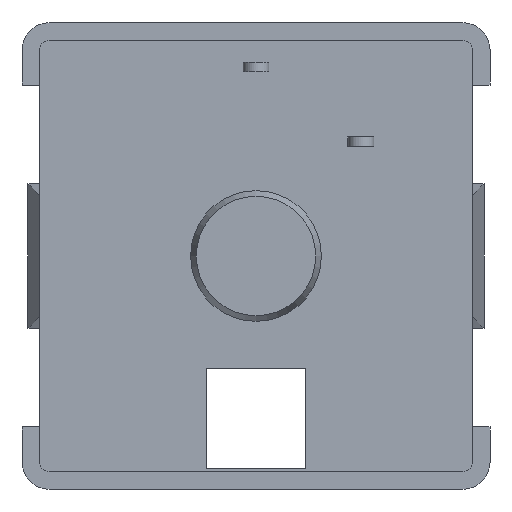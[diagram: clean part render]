
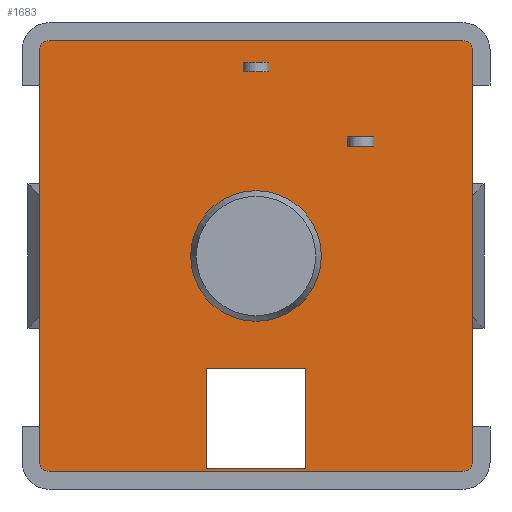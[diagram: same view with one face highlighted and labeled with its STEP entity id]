
A CAD part, front view. The second image highlights one B-rep face of the part: STEP entity #1683.
In plain terms, the highlighted planar face has unit normal (0, -1, 0).
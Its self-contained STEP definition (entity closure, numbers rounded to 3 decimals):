
#1422=CARTESIAN_POINT('',(0.,0.,0.));
#1423=DIRECTION('',(0.,1.,0.));
#1424=DIRECTION('',(0.,0.,1.));
#1425=AXIS2_PLACEMENT_3D('',#1422,#1423,#1424);
#1426=PLANE('',#1425);
#1427=CARTESIAN_POINT('',(0.415,0.,5.925));
#1428=VERTEX_POINT('',#1427);
#1429=CARTESIAN_POINT('',(0.415,0.,6.225));
#1430=VERTEX_POINT('',#1429);
#1431=CARTESIAN_POINT('',(0.415,0.,5.925));
#1432=DIRECTION('',(0.,0.,1.));
#1433=VECTOR('',#1432,0.3);
#1434=LINE('',#1431,#1433);
#1435=EDGE_CURVE('',#1428,#1430,#1434,.T.);
#1436=ORIENTED_EDGE('',*,*,#1435,.F.);
#1437=CARTESIAN_POINT('',(-0.415,0.,5.925));
#1438=VERTEX_POINT('',#1437);
#1439=CARTESIAN_POINT('',(-0.415,0.,5.925));
#1440=DIRECTION('',(1.,0.,-0.));
#1441=VECTOR('',#1440,0.83);
#1442=LINE('',#1439,#1441);
#1443=EDGE_CURVE('',#1438,#1428,#1442,.T.);
#1444=ORIENTED_EDGE('',*,*,#1443,.F.);
#1445=CARTESIAN_POINT('',(-0.415,0.,6.225));
#1446=VERTEX_POINT('',#1445);
#1447=CARTESIAN_POINT('',(-0.415,0.,6.225));
#1448=DIRECTION('',(0.,0.,-1.));
#1449=VECTOR('',#1448,0.3);
#1450=LINE('',#1447,#1449);
#1451=EDGE_CURVE('',#1446,#1438,#1450,.T.);
#1452=ORIENTED_EDGE('',*,*,#1451,.F.);
#1453=CARTESIAN_POINT('',(0.415,0.,6.225));
#1454=DIRECTION('',(-1.,0.,0.));
#1455=VECTOR('',#1454,0.83);
#1456=LINE('',#1453,#1455);
#1457=EDGE_CURVE('',#1430,#1446,#1456,.T.);
#1458=ORIENTED_EDGE('',*,*,#1457,.F.);
#1459=EDGE_LOOP('',(#1436,#1444,#1452,#1458));
#1460=FACE_BOUND('',#1459,.T.);
#1461=CARTESIAN_POINT('',(0.,0.,2.1));
#1462=VERTEX_POINT('',#1461);
#1463=CARTESIAN_POINT('',(-0.,0.,-2.1));
#1464=VERTEX_POINT('',#1463);
#1465=CARTESIAN_POINT('',(0.,0.,0.));
#1466=DIRECTION('',(0.,-1.,0.));
#1467=DIRECTION('',(0.,0.,-1.));
#1468=AXIS2_PLACEMENT_3D('',#1465,#1466,#1467);
#1469=CIRCLE('',#1468,2.1);
#1470=EDGE_CURVE('',#1462,#1464,#1469,.T.);
#1471=ORIENTED_EDGE('',*,*,#1470,.F.);
#1472=CARTESIAN_POINT('',(0.,0.,0.));
#1473=DIRECTION('',(0.,-1.,0.));
#1474=DIRECTION('',(0.,0.,-1.));
#1475=AXIS2_PLACEMENT_3D('',#1472,#1473,#1474);
#1476=CIRCLE('',#1475,2.1);
#1477=EDGE_CURVE('',#1464,#1462,#1476,.T.);
#1478=ORIENTED_EDGE('',*,*,#1477,.F.);
#1479=EDGE_LOOP('',(#1471,#1478));
#1480=FACE_BOUND('',#1479,.T.);
#1481=CARTESIAN_POINT('',(-6.95,0.,-6.625));
#1482=VERTEX_POINT('',#1481);
#1483=CARTESIAN_POINT('',(-6.95,0.,-1.95));
#1484=VERTEX_POINT('',#1483);
#1485=CARTESIAN_POINT('',(-6.95,0.,-6.625));
#1486=DIRECTION('',(0.,0.,1.));
#1487=VECTOR('',#1486,4.675);
#1488=LINE('',#1485,#1487);
#1489=EDGE_CURVE('',#1482,#1484,#1488,.T.);
#1490=ORIENTED_EDGE('',*,*,#1489,.F.);
#1491=CARTESIAN_POINT('',(-6.65,0.,-6.925));
#1492=VERTEX_POINT('',#1491);
#1493=CARTESIAN_POINT('',(-6.65,0.,-6.625));
#1494=DIRECTION('',(-0.,-1.,-0.));
#1495=DIRECTION('',(0.,-0.,1.));
#1496=AXIS2_PLACEMENT_3D('',#1493,#1494,#1495);
#1497=CIRCLE('',#1496,0.3);
#1498=EDGE_CURVE('',#1482,#1492,#1497,.T.);
#1499=ORIENTED_EDGE('',*,*,#1498,.T.);
#1500=CARTESIAN_POINT('',(6.65,0.,-6.925));
#1501=VERTEX_POINT('',#1500);
#1502=CARTESIAN_POINT('',(6.65,0.,-6.925));
#1503=DIRECTION('',(-1.,0.,0.));
#1504=VECTOR('',#1503,13.3);
#1505=LINE('',#1502,#1504);
#1506=EDGE_CURVE('',#1501,#1492,#1505,.T.);
#1507=ORIENTED_EDGE('',*,*,#1506,.F.);
#1508=CARTESIAN_POINT('',(6.95,0.,-6.625));
#1509=VERTEX_POINT('',#1508);
#1510=CARTESIAN_POINT('',(6.65,0.,-6.625));
#1511=DIRECTION('',(-0.,-1.,-0.));
#1512=DIRECTION('',(0.,-0.,1.));
#1513=AXIS2_PLACEMENT_3D('',#1510,#1511,#1512);
#1514=CIRCLE('',#1513,0.3);
#1515=EDGE_CURVE('',#1501,#1509,#1514,.T.);
#1516=ORIENTED_EDGE('',*,*,#1515,.T.);
#1517=CARTESIAN_POINT('',(6.95,0.,-1.95));
#1518=VERTEX_POINT('',#1517);
#1519=CARTESIAN_POINT('',(6.95,0.,-1.95));
#1520=DIRECTION('',(0.,0.,-1.));
#1521=VECTOR('',#1520,4.675);
#1522=LINE('',#1519,#1521);
#1523=EDGE_CURVE('',#1518,#1509,#1522,.T.);
#1524=ORIENTED_EDGE('',*,*,#1523,.F.);
#1525=CARTESIAN_POINT('',(6.96,0.,-1.95));
#1526=VERTEX_POINT('',#1525);
#1527=CARTESIAN_POINT('',(6.95,0.,-1.95));
#1528=DIRECTION('',(1.,0.,-0.));
#1529=VECTOR('',#1528,0.01);
#1530=LINE('',#1527,#1529);
#1531=EDGE_CURVE('',#1518,#1526,#1530,.T.);
#1532=ORIENTED_EDGE('',*,*,#1531,.T.);
#1533=CARTESIAN_POINT('',(6.96,0.,1.95));
#1534=VERTEX_POINT('',#1533);
#1535=CARTESIAN_POINT('',(6.96,0.,-1.95));
#1536=DIRECTION('',(0.,0.,1.));
#1537=VECTOR('',#1536,3.9);
#1538=LINE('',#1535,#1537);
#1539=EDGE_CURVE('',#1526,#1534,#1538,.T.);
#1540=ORIENTED_EDGE('',*,*,#1539,.T.);
#1541=CARTESIAN_POINT('',(6.95,0.,1.95));
#1542=VERTEX_POINT('',#1541);
#1543=CARTESIAN_POINT('',(6.96,0.,1.95));
#1544=DIRECTION('',(-1.,0.,0.));
#1545=VECTOR('',#1544,0.01);
#1546=LINE('',#1543,#1545);
#1547=EDGE_CURVE('',#1534,#1542,#1546,.T.);
#1548=ORIENTED_EDGE('',*,*,#1547,.T.);
#1549=CARTESIAN_POINT('',(6.95,0.,6.625));
#1550=VERTEX_POINT('',#1549);
#1551=CARTESIAN_POINT('',(6.95,0.,6.625));
#1552=DIRECTION('',(0.,0.,-1.));
#1553=VECTOR('',#1552,4.675);
#1554=LINE('',#1551,#1553);
#1555=EDGE_CURVE('',#1550,#1542,#1554,.T.);
#1556=ORIENTED_EDGE('',*,*,#1555,.F.);
#1557=CARTESIAN_POINT('',(6.65,0.,6.925));
#1558=VERTEX_POINT('',#1557);
#1559=CARTESIAN_POINT('',(6.65,0.,6.625));
#1560=DIRECTION('',(-0.,-1.,-0.));
#1561=DIRECTION('',(0.,-0.,1.));
#1562=AXIS2_PLACEMENT_3D('',#1559,#1560,#1561);
#1563=CIRCLE('',#1562,0.3);
#1564=EDGE_CURVE('',#1550,#1558,#1563,.T.);
#1565=ORIENTED_EDGE('',*,*,#1564,.T.);
#1566=CARTESIAN_POINT('',(-6.65,0.,6.925));
#1567=VERTEX_POINT('',#1566);
#1568=CARTESIAN_POINT('',(-6.65,0.,6.925));
#1569=DIRECTION('',(1.,0.,-0.));
#1570=VECTOR('',#1569,13.3);
#1571=LINE('',#1568,#1570);
#1572=EDGE_CURVE('',#1567,#1558,#1571,.T.);
#1573=ORIENTED_EDGE('',*,*,#1572,.F.);
#1574=CARTESIAN_POINT('',(-6.95,0.,6.625));
#1575=VERTEX_POINT('',#1574);
#1576=CARTESIAN_POINT('',(-6.65,0.,6.625));
#1577=DIRECTION('',(-0.,-1.,-0.));
#1578=DIRECTION('',(0.,-0.,1.));
#1579=AXIS2_PLACEMENT_3D('',#1576,#1577,#1578);
#1580=CIRCLE('',#1579,0.3);
#1581=EDGE_CURVE('',#1567,#1575,#1580,.T.);
#1582=ORIENTED_EDGE('',*,*,#1581,.T.);
#1583=CARTESIAN_POINT('',(-6.95,0.,1.95));
#1584=VERTEX_POINT('',#1583);
#1585=CARTESIAN_POINT('',(-6.95,0.,1.95));
#1586=DIRECTION('',(0.,0.,1.));
#1587=VECTOR('',#1586,4.675);
#1588=LINE('',#1585,#1587);
#1589=EDGE_CURVE('',#1584,#1575,#1588,.T.);
#1590=ORIENTED_EDGE('',*,*,#1589,.F.);
#1591=CARTESIAN_POINT('',(-6.96,0.,1.95));
#1592=VERTEX_POINT('',#1591);
#1593=CARTESIAN_POINT('',(-6.95,0.,1.95));
#1594=DIRECTION('',(-1.,0.,0.));
#1595=VECTOR('',#1594,0.01);
#1596=LINE('',#1593,#1595);
#1597=EDGE_CURVE('',#1584,#1592,#1596,.T.);
#1598=ORIENTED_EDGE('',*,*,#1597,.T.);
#1599=CARTESIAN_POINT('',(-6.96,0.,-1.95));
#1600=VERTEX_POINT('',#1599);
#1601=CARTESIAN_POINT('',(-6.96,0.,1.95));
#1602=DIRECTION('',(-0.,0.,-1.));
#1603=VECTOR('',#1602,3.9);
#1604=LINE('',#1601,#1603);
#1605=EDGE_CURVE('',#1592,#1600,#1604,.T.);
#1606=ORIENTED_EDGE('',*,*,#1605,.T.);
#1607=CARTESIAN_POINT('',(-6.96,0.,-1.95));
#1608=DIRECTION('',(1.,0.,0.));
#1609=VECTOR('',#1608,0.01);
#1610=LINE('',#1607,#1609);
#1611=EDGE_CURVE('',#1600,#1484,#1610,.T.);
#1612=ORIENTED_EDGE('',*,*,#1611,.T.);
#1613=EDGE_LOOP('',(#1490,#1499,#1507,#1516,#1524,#1532,#1540,#1548,#1556,#1565,#1573,#1582,#1590,#1598,#1606,#1612));
#1614=FACE_BOUND('',#1613,.T.);
#1615=CARTESIAN_POINT('',(1.6,0.,-3.625));
#1616=VERTEX_POINT('',#1615);
#1617=CARTESIAN_POINT('',(1.6,0.,-6.825));
#1618=VERTEX_POINT('',#1617);
#1619=CARTESIAN_POINT('',(1.6,0.,-3.625));
#1620=DIRECTION('',(0.,0.,-1.));
#1621=VECTOR('',#1620,3.2);
#1622=LINE('',#1619,#1621);
#1623=EDGE_CURVE('',#1616,#1618,#1622,.T.);
#1624=ORIENTED_EDGE('',*,*,#1623,.T.);
#1625=CARTESIAN_POINT('',(-1.6,0.,-6.825));
#1626=VERTEX_POINT('',#1625);
#1627=CARTESIAN_POINT('',(1.6,0.,-6.825));
#1628=DIRECTION('',(-1.,0.,0.));
#1629=VECTOR('',#1628,3.2);
#1630=LINE('',#1627,#1629);
#1631=EDGE_CURVE('',#1618,#1626,#1630,.T.);
#1632=ORIENTED_EDGE('',*,*,#1631,.T.);
#1633=CARTESIAN_POINT('',(-1.6,0.,-3.625));
#1634=VERTEX_POINT('',#1633);
#1635=CARTESIAN_POINT('',(-1.6,0.,-6.825));
#1636=DIRECTION('',(0.,0.,1.));
#1637=VECTOR('',#1636,3.2);
#1638=LINE('',#1635,#1637);
#1639=EDGE_CURVE('',#1626,#1634,#1638,.T.);
#1640=ORIENTED_EDGE('',*,*,#1639,.T.);
#1641=CARTESIAN_POINT('',(-1.6,0.,-3.625));
#1642=DIRECTION('',(1.,0.,-0.));
#1643=VECTOR('',#1642,3.2);
#1644=LINE('',#1641,#1643);
#1645=EDGE_CURVE('',#1634,#1616,#1644,.T.);
#1646=ORIENTED_EDGE('',*,*,#1645,.T.);
#1647=EDGE_LOOP('',(#1624,#1632,#1640,#1646));
#1648=FACE_BOUND('',#1647,.T.);
#1649=CARTESIAN_POINT('',(3.785,0.,3.525));
#1650=VERTEX_POINT('',#1649);
#1651=CARTESIAN_POINT('',(3.785,0.,3.825));
#1652=VERTEX_POINT('',#1651);
#1653=CARTESIAN_POINT('',(3.785,0.,3.525));
#1654=DIRECTION('',(0.,0.,1.));
#1655=VECTOR('',#1654,0.3);
#1656=LINE('',#1653,#1655);
#1657=EDGE_CURVE('',#1650,#1652,#1656,.T.);
#1658=ORIENTED_EDGE('',*,*,#1657,.F.);
#1659=CARTESIAN_POINT('',(2.955,0.,3.525));
#1660=VERTEX_POINT('',#1659);
#1661=CARTESIAN_POINT('',(2.955,0.,3.525));
#1662=DIRECTION('',(1.,0.,-0.));
#1663=VECTOR('',#1662,0.83);
#1664=LINE('',#1661,#1663);
#1665=EDGE_CURVE('',#1660,#1650,#1664,.T.);
#1666=ORIENTED_EDGE('',*,*,#1665,.F.);
#1667=CARTESIAN_POINT('',(2.955,0.,3.825));
#1668=VERTEX_POINT('',#1667);
#1669=CARTESIAN_POINT('',(2.955,0.,3.825));
#1670=DIRECTION('',(0.,0.,-1.));
#1671=VECTOR('',#1670,0.3);
#1672=LINE('',#1669,#1671);
#1673=EDGE_CURVE('',#1668,#1660,#1672,.T.);
#1674=ORIENTED_EDGE('',*,*,#1673,.F.);
#1675=CARTESIAN_POINT('',(3.785,0.,3.825));
#1676=DIRECTION('',(-1.,0.,0.));
#1677=VECTOR('',#1676,0.83);
#1678=LINE('',#1675,#1677);
#1679=EDGE_CURVE('',#1652,#1668,#1678,.T.);
#1680=ORIENTED_EDGE('',*,*,#1679,.F.);
#1681=EDGE_LOOP('',(#1658,#1666,#1674,#1680));
#1682=FACE_BOUND('',#1681,.T.);
#1683=ADVANCED_FACE('',(#1460,#1480,#1614,#1648,#1682),#1426,.F.);
